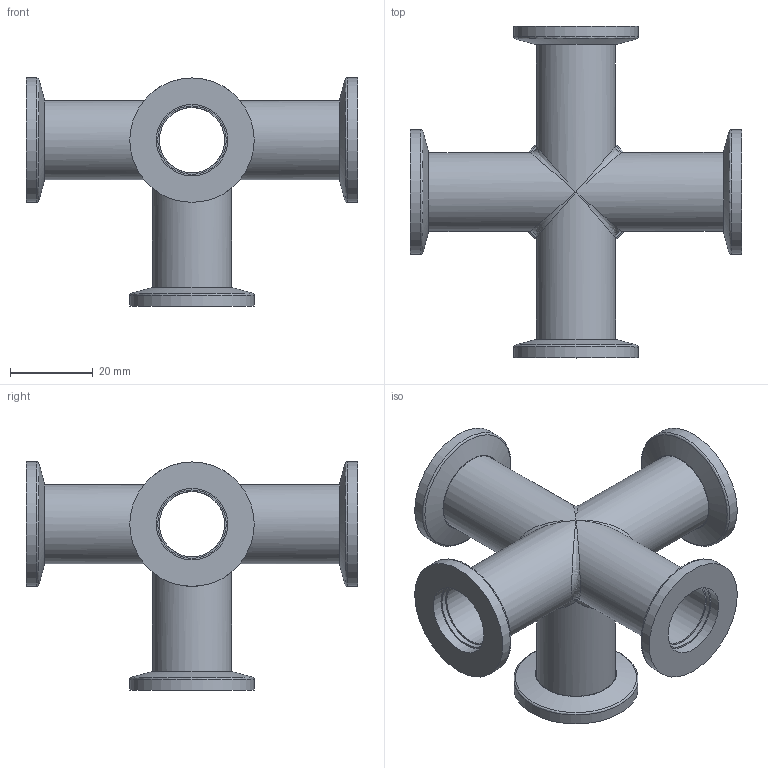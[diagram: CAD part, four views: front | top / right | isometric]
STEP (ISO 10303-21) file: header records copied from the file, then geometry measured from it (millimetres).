
FILE_DESCRIPTION (( 'STEP AP214' ), '1' );
FILE_NAME ('FULLVAC X51KF16.STEP', '2019-04-23T14:27:40', ( '' ), ( '' ), 'SwSTEP 2.0', 'SolidWorks 2017', '' );
FILE_SCHEMA (( 'AUTOMOTIVE_DESIGN' ));
Length unit declared in the file: millimetre
Products named in the file (3): 2^FULLVAC X51KF16; 1^FULLVAC X51KF16; FULLVAC X51KF16
Assembly tree (6 placements, depth 2):
  FULLVAC X51KF16
    1^FULLVAC X51KF16
    2^FULLVAC X51KF16  x5
Bounding box: 80 x 80 x 55 mm (x, y, z)
Volume: 22050.2 mm3; surface area: 23886.5 mm2
Topology: 6 solids, 6 shells, 89 faces, 180 edges, 102 vertices
Faces by surface type: cylinder 30, bspline 29, plane 25, cone 5
Full cylindrical faces by diameter (mm): 15.75 x5, 16.51 x5, 17.2 x5, 19.05 x5, 19.3 x5, 30 x5
Entity records: 4572 total; most frequent: CARTESIAN_POINT 3169, ORIENTED_EDGE 152, DIRECTION 106, EDGE_CURVE 76, EDGE_LOOP 74, FACE_OUTER_BOUND 64, UNCERTAINTY_MEASURE_WITH_UNIT 56, B_SPLINE_CURVE_WITH_KNOTS 56
